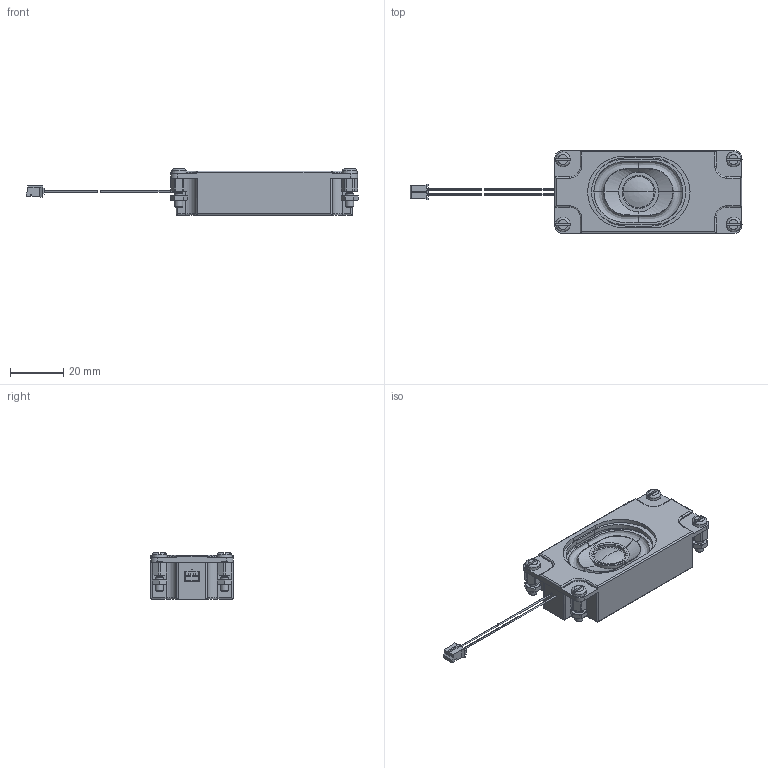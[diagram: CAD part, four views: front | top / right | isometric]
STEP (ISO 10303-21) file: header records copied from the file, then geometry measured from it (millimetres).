
FILE_DESCRIPTION(('FreeCAD Model'),'2;1');
FILE_NAME('CUI_DEVICES_CES-703116-28PM_fasteners_assembly.step','2020-09-05T20:27:08',('Author' ),(''),'Open CASCADE STEP processor 7.3','FreeCAD','Unknown');
FILE_SCHEMA(('AUTOMOTIVE_DESIGN { 1 0 10303 214 1 1 1 1 }'));
Length unit declared in the file: millimetre
Products named in the file (8): CES-703116_fasteners_assembly; CUI_DEVICES_CES-703116-28PM; M3x5.5x5-Standoff; M3x5.5x5-Standoff001; M3x5.5x5-Standoff002; M3x5.5x5-Standoff003; M3-Nut006; M3x5-Screw005
Assembly tree (13 placements, depth 2):
  CES-703116_fasteners_assembly
    CUI_DEVICES_CES-703116-28PM
    M3x5.5x5-Standoff
    M3x5.5x5-Standoff001
    M3x5.5x5-Standoff002
    M3x5.5x5-Standoff003
    M3-Nut006  x4
    M3x5-Screw005  x4
Bounding box: 124.53 x 31 x 17.4 mm (x, y, z)
Volume: 24641.7 mm3; surface area: 17851 mm2
Topology: 16 solids, 16 shells, 644 faces, 3632 edges, 9138 vertices
Faces by surface type: plane 306, cylinder 182, cone 112, bspline 20, torus 12, revolution 12
Full cylindrical faces by diameter (mm): 2.459 x4, 2.5 x8, 3 x8
Entity records: 45116 total; most frequent: CARTESIAN_POINT 18571, DIRECTION 5330, ORIENTED_EDGE 2726, LINE 2138, VECTOR 2138, GEOMETRIC_CURVE_SET 2037, TRIMMED_CURVE 2032, AXIS2_PLACEMENT_3D 1593
